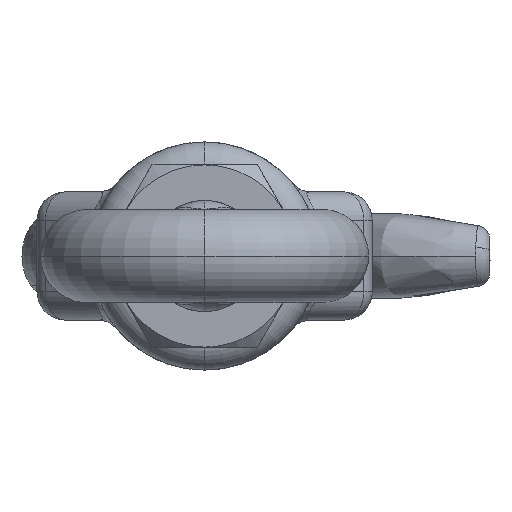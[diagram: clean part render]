
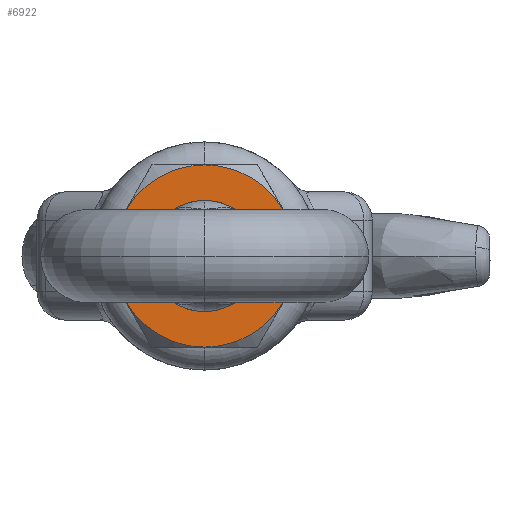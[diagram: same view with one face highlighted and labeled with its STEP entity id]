
A CAD part, left-side view. The second image highlights one B-rep face of the part: STEP entity #6922.
In plain terms, the highlighted planar face has unit normal (-1, 0, 0).
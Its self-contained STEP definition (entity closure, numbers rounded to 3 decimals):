
#377 = AXIS2_PLACEMENT_3D ( 'NONE', #4573, #6846, #3800 ) ;
#435 = CARTESIAN_POINT ( 'NONE',  ( -61.5, 0., 0. ) ) ;
#488 = DIRECTION ( 'NONE',  ( -1., 0., 0. ) ) ;
#506 = DIRECTION ( 'NONE',  ( 1., 0., 0. ) ) ;
#562 = DIRECTION ( 'NONE',  ( 0., 0., 1. ) ) ;
#1076 = EDGE_CURVE ( 'NONE', #1964, #2829, #3201, .T. ) ;
#1116 = ORIENTED_EDGE ( 'NONE', *, *, #1076, .F. ) ;
#1281 = CIRCLE ( 'NONE', #377, 3.9 ) ;
#1964 = VERTEX_POINT ( 'NONE', #3165 ) ;
#2021 = DIRECTION ( 'NONE',  ( 0., 0., 1. ) ) ;
#2022 = DIRECTION ( 'NONE',  ( 1., 0., 0. ) ) ;
#2494 = AXIS2_PLACEMENT_3D ( 'NONE', #6833, #488, #562 ) ;
#2528 = FACE_BOUND ( 'NONE', #3432, .T. ) ;
#2685 = PLANE ( 'NONE',  #2494 ) ;
#2829 = VERTEX_POINT ( 'NONE', #5013 ) ;
#3020 = FACE_OUTER_BOUND ( 'NONE', #8486, .T. ) ;
#3165 = CARTESIAN_POINT ( 'NONE',  ( -61.5, 0., -6.39 ) ) ;
#3201 = CIRCLE ( 'NONE', #7208, 6.39 ) ;
#3432 = EDGE_LOOP ( 'NONE', ( #6166, #8710 ) ) ;
#3488 = CIRCLE ( 'NONE', #4190, 6.39 ) ;
#3800 = DIRECTION ( 'NONE',  ( 0., 0., 1. ) ) ;
#4190 = AXIS2_PLACEMENT_3D ( 'NONE', #7786, #8596, #5443 ) ;
#4222 = VERTEX_POINT ( 'NONE', #5947 ) ;
#4376 = DIRECTION ( 'NONE',  ( 0., 0., -1. ) ) ;
#4573 = CARTESIAN_POINT ( 'NONE',  ( -61.5, 0., 0. ) ) ;
#5013 = CARTESIAN_POINT ( 'NONE',  ( -61.5, 0., 6.39 ) ) ;
#5201 = AXIS2_PLACEMENT_3D ( 'NONE', #6709, #506, #2021 ) ;
#5443 = DIRECTION ( 'NONE',  ( 0., 0., -1. ) ) ;
#5623 = EDGE_CURVE ( 'NONE', #4222, #8423, #8637, .T. ) ;
#5947 = CARTESIAN_POINT ( 'NONE',  ( -61.5, 0., -3.9 ) ) ;
#6166 = ORIENTED_EDGE ( 'NONE', *, *, #5623, .T. ) ;
#6304 = CARTESIAN_POINT ( 'NONE',  ( -61.5, 0., 3.9 ) ) ;
#6432 = EDGE_CURVE ( 'NONE', #8423, #4222, #1281, .T. ) ;
#6709 = CARTESIAN_POINT ( 'NONE',  ( -61.5, 0., 0. ) ) ;
#6833 = CARTESIAN_POINT ( 'NONE',  ( -61.5, 0., 0. ) ) ;
#6846 = DIRECTION ( 'NONE',  ( 1., 0., 0. ) ) ;
#6922 = ADVANCED_FACE ( 'NONE', ( #3020, #2528 ), #2685, .T. ) ;
#7017 = ORIENTED_EDGE ( 'NONE', *, *, #7513, .F. ) ;
#7208 = AXIS2_PLACEMENT_3D ( 'NONE', #435, #2022, #4376 ) ;
#7513 = EDGE_CURVE ( 'NONE', #2829, #1964, #3488, .T. ) ;
#7786 = CARTESIAN_POINT ( 'NONE',  ( -61.5, 0., 0. ) ) ;
#8423 = VERTEX_POINT ( 'NONE', #6304 ) ;
#8486 = EDGE_LOOP ( 'NONE', ( #1116, #7017 ) ) ;
#8596 = DIRECTION ( 'NONE',  ( 1., 0., 0. ) ) ;
#8637 = CIRCLE ( 'NONE', #5201, 3.9 ) ;
#8710 = ORIENTED_EDGE ( 'NONE', *, *, #6432, .T. ) ;
